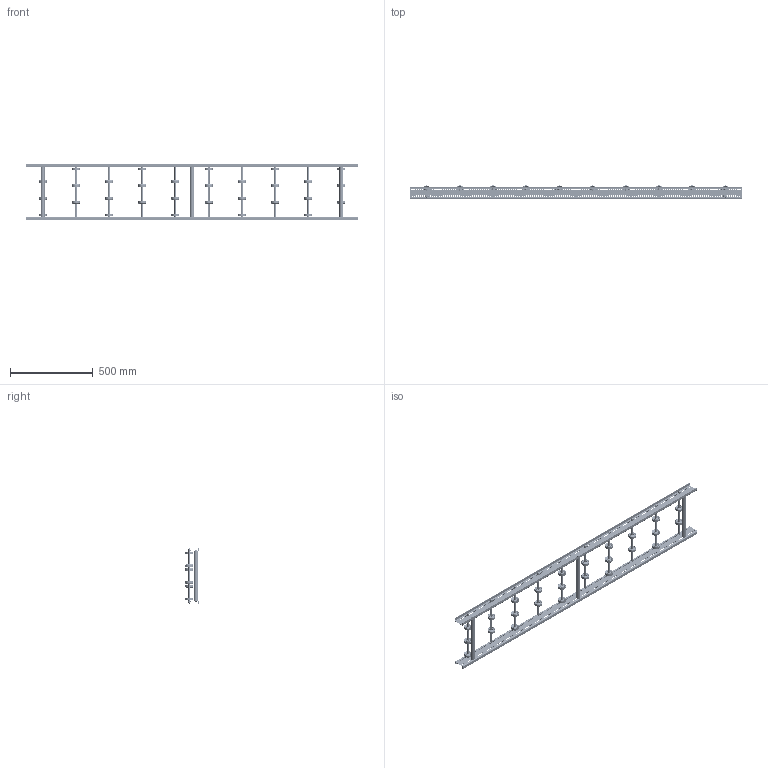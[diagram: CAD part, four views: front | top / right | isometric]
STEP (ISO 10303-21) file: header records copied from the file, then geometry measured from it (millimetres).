
FILE_DESCRIPTION (( 'STEP AP214' ), '1' );
FILE_NAME ('0052451.step', '2021-10-26T13:29:14', ( '' ), ( '' ), 'SwSTEP 2.0', 'SolidWorks 2020', '' );
FILE_SCHEMA (( 'AUTOMOTIVE_DESIGN' ));
Length unit declared in the file: millimetre
Products named in the file (9): S106837_Gewindestange-M8-KFG_L320; S100994_Sperrzahnschraube_M08x16-8.8-A2K; Hutmutter_DIN_1587_M8; 0052451; Traversen_KFG_L300; K0011528_2200-48-8; 0046278_KB-ROHR-12X1,75mm_KFG_L76; Röllchenachse-für-Konfiguration_EL300 Stahl; Profil_LRB-20x70x20x2_KFG_S100202_U-PROFIL-20-70-20-2-LRB-L=2000
Assembly tree (48 placements, depth 3):
  0052451
    Profil_LRB-20x70x20x2_KFG_S100202_U-PROFIL-20-70-20-2-LRB-L=2000  x2
    S100994_Sperrzahnschraube_M08x16-8.8-A2K  x6
    Traversen_KFG_L300  x3
    Röllchenachse-für-Konfiguration_EL300 Stahl  x10
      S106837_Gewindestange-M8-KFG_L320
      0046278_KB-ROHR-12X1,75mm_KFG_L76
      K0011528_2200-48-8
    Hutmutter_DIN_1587_M8  x20
Bounding box: 2000 x 79 x 340 mm (x, y, z)
Volume: 1833929.9 mm3; surface area: 1582218.4 mm2
Topology: 137 solids, 137 shells, 4886 faces, 11240 edges, 6972 vertices
Faces by surface type: cylinder 2348, plane 882, cone 832, torus 804, bspline 20
Entity records: 31345 total; most frequent: DIRECTION 5579, CARTESIAN_POINT 5205, ORIENTED_EDGE 4700, AXIS2_PLACEMENT_3D 2408, EDGE_CURVE 2350, VERTEX_POINT 1538, EDGE_LOOP 1514, CIRCLE 1507
